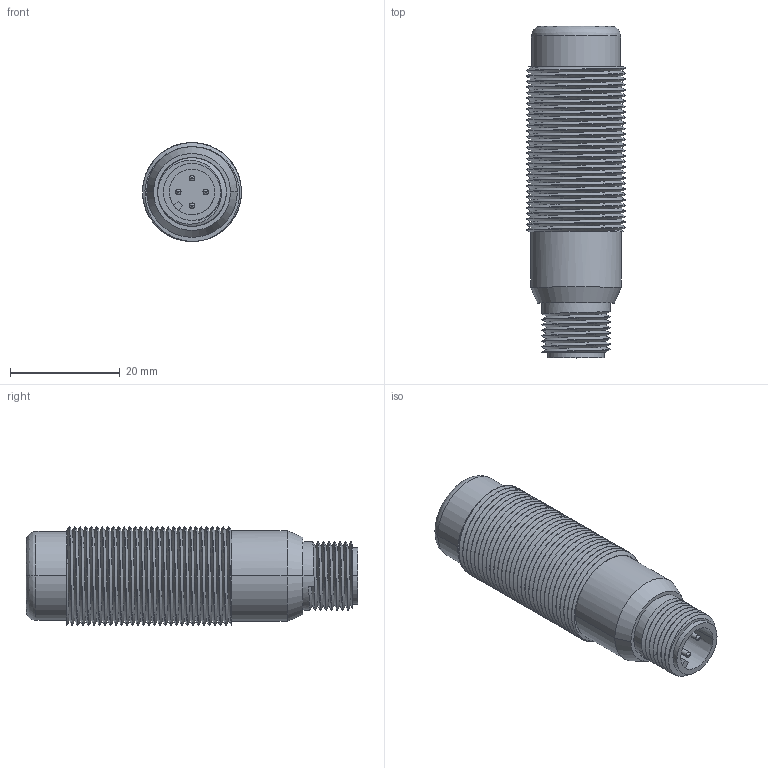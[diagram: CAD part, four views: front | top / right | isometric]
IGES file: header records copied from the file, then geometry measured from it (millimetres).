
Start section:  PTC IGES file: 154438.igs
Global section: file name: 154438.igs; native system: Pro/ENGINEER by Parametric Technology Corporation; preprocessor: 2009141; author: banengservice; organization: Unknown; date: 20111011.101016; units: inch
Bounding box: 18 x 60.4 x 18 mm (x, y, z)
Volume: 11779.5 mm3; surface area: 6022.8 mm2
Topology: 1 solids, 2 shells, 151 faces, 394 edges, 254 vertices
Faces by surface type: revolution 113, bspline 38
